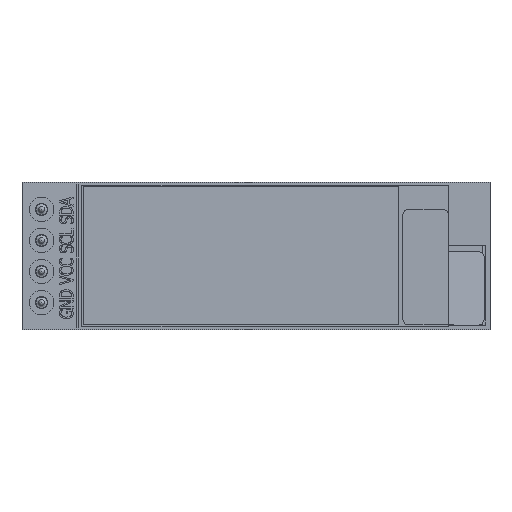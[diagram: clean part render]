
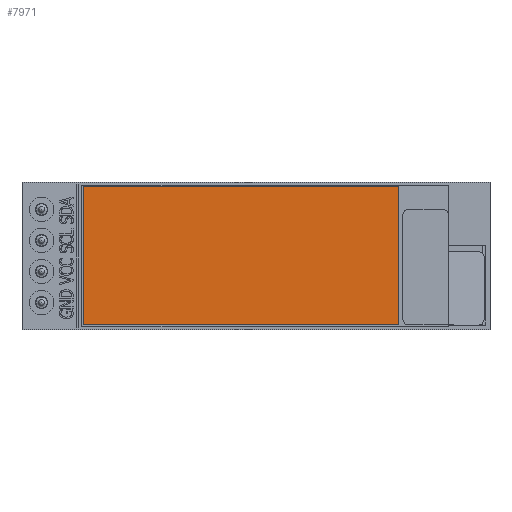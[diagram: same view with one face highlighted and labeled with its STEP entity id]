
A CAD part, top view. The second image highlights one B-rep face of the part: STEP entity #7971.
In plain terms, the highlighted planar face has unit normal (0, 0, 1).
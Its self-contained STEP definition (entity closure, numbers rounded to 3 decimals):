
#503=PLANE('',#8506);
#778=FACE_OUTER_BOUND('',#1234,.T.);
#1234=EDGE_LOOP('',(#5535,#5536,#5537,#5538));
#1764=LINE('',#10982,#2555);
#1765=LINE('',#10984,#2556);
#1766=LINE('',#10986,#2557);
#1767=LINE('',#10987,#2558);
#2555=VECTOR('',#9140,1000.);
#2556=VECTOR('',#9141,1000.);
#2557=VECTOR('',#9142,1000.);
#2558=VECTOR('',#9143,1000.);
#3518=VERTEX_POINT('',#10980);
#3519=VERTEX_POINT('',#10981);
#3520=VERTEX_POINT('',#10983);
#3521=VERTEX_POINT('',#10985);
#4326=EDGE_CURVE('',#3518,#3519,#1764,.T.);
#4327=EDGE_CURVE('',#3519,#3520,#1765,.T.);
#4328=EDGE_CURVE('',#3520,#3521,#1766,.T.);
#4329=EDGE_CURVE('',#3521,#3518,#1767,.T.);
#5535=ORIENTED_EDGE('',*,*,#4326,.T.);
#5536=ORIENTED_EDGE('',*,*,#4327,.T.);
#5537=ORIENTED_EDGE('',*,*,#4328,.T.);
#5538=ORIENTED_EDGE('',*,*,#4329,.T.);
#7971=ADVANCED_FACE('',(#778),#503,.T.);
#8506=AXIS2_PLACEMENT_3D('',#10979,#9138,#9139);
#9138=DIRECTION('center_axis',(0.,0.,1.));
#9139=DIRECTION('ref_axis',(1.,0.,0.));
#9140=DIRECTION('',(-1.,0.,0.));
#9141=DIRECTION('',(0.,-1.,0.));
#9142=DIRECTION('',(1.,0.,0.));
#9143=DIRECTION('',(0.,1.,0.));
#10979=CARTESIAN_POINT('Origin',(-1.2,0.,2.51));
#10980=CARTESIAN_POINT('',(11.7,5.65,2.51));
#10981=CARTESIAN_POINT('',(-14.1,5.65,2.51));
#10982=CARTESIAN_POINT('',(-14.1,5.65,2.51));
#10983=CARTESIAN_POINT('',(-14.1,-5.65,2.51));
#10984=CARTESIAN_POINT('',(-14.1,-5.65,2.51));
#10985=CARTESIAN_POINT('',(11.7,-5.65,2.51));
#10986=CARTESIAN_POINT('',(11.7,-5.65,2.51));
#10987=CARTESIAN_POINT('',(11.7,5.65,2.51));
